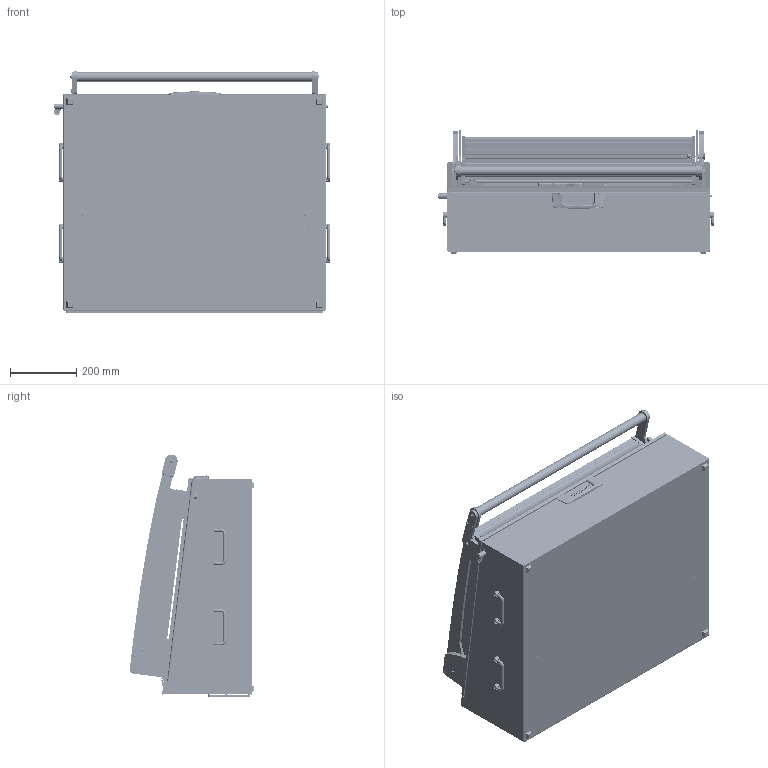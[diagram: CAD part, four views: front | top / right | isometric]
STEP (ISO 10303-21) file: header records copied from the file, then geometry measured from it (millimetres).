
FILE_DESCRIPTION (( 'STEP AP214' ), '1' );
FILE_NAME ('INGUN_116000.STEP', '2024-10-18T14:18:23', ( '' ), ( '' ), 'SwSTEP 2.0', 'SolidWorks 2021', '' );
FILE_SCHEMA (( 'AUTOMOTIVE_DESIGN' ));
Length unit declared in the file: millimetre
Products named in the file (118): 35649~1_S; 9991~0_flexibel<Standard>; 114196_003~0; 2502_1~0; 114814~0_S; 2281~0; 114196_004~0_S; DIN7991~n_M05,0x025; 114818~1_S; 35334~0_S; SCHNORR~n_03,2 M03; 110231~1_S; 35097~0; 2281~0_180ø<Standard>; DIN125~n_05,3 M05,0 Fase; 49316~0; 114804~0_KUNDE<S>; 53031~0_S; 114809~1_KUNDE<S>; DIN6325~n_04,0m6x014; ISO7380~n_M05,0x008; ISO7380~n_M04,0x008; 31253~0_S; 114196~0; 42681~1_S; 39894~2_KUNDE<S>; DIN7991~n_M03,0x016 VA; 116500~4_KUNDE <S>; DIN125~n_06,4 M06,0 Fase; 114805~0_KUNDE<S>; 114566~2_S; 34328~1_S; DIN7991~n_M05,0x010; ISO7380~n_M04,0x016; DIN6325~n_04,0m6x020; 30112~0; 114808~1_KUNDE<S>; 114800~0_S; 114016~1_KUNDE<S>; DIN985-A2~n_M05,0 ...
Assembly tree (282 placements, depth 6):
  INGUN_116000
    115500~7_S
      114817~3
      2720~0  x4
      53032~0_S
      32171~0_S
      35334~0_S
      114828~0_S
        114829~0_S
        DIN914~n_M04,0x05  x2
        110705~3_S  x2
        30984~0_S
        110231~1_S
        30112~0
        ISO7380~n_M05,0x030
      114196~0  x4
        114196_001~0
        114196_002~0
        114196_003~0
        114196_004~0_S
      115295~1_f〉 MA 15HG <S>
        20902~0  x2
        42681~1_S  x4
        DIN125~n_06,4 M06,0 Fase  x4
        DIN_6799_-_A2~n_d 5  x4
        DIN985-A2~n_M05,0  x4
        DIN125~n_05,3 M05,0 Fase  x6
        DIN7991~n_M05,0x012  x4
        9991~0_flexibel<Standard>
          2502_1~0
          2502_2~0
        9991~0_flexibel<Standard>
          2502_1~0
          2502_2~0
        ISO7380~n_M05,0x008  x2
        DIN7991~n_M05,0x010  x2
    116500~4_KUNDE <S>
      114795~2_S
        114797~2
        114798~0_S
        114799~0_S
        114796~0_S
        114800~0_S
        2281~0_180ø<Standard>  x3
          2281~0
        114803~0_S
        53031~0_S
        35649~1_S
        35651~1_S
        31253~0_S
        30955~0_S
        30915~0
        ASR~asr_拱04,2x05x拌8  x2
        2528~0  x2
        31109~0
        114566~2_S  x2
          112087~2_S
            111995~2_S
            115289~0_S
          49317~0
Bounding box: 830.69 x 375.28 x 730.63 mm (x, y, z)
Volume: 9053807.6 mm3; surface area: 5234934.7 mm2
Topology: 293 solids, 293 shells, 6606 faces, 16309 edges, 10361 vertices
Faces by surface type: cylinder 2849, plane 2377, cone 951, bspline 178, torus 163, sphere 88
Entity records: 119290 total; most frequent: CARTESIAN_POINT 27808, DIRECTION 18211, ORIENTED_EDGE 16468, EDGE_CURVE 8234, AXIS2_PLACEMENT_3D 6980, VERTEX_POINT 5303, VECTOR 4251, LINE 4251
